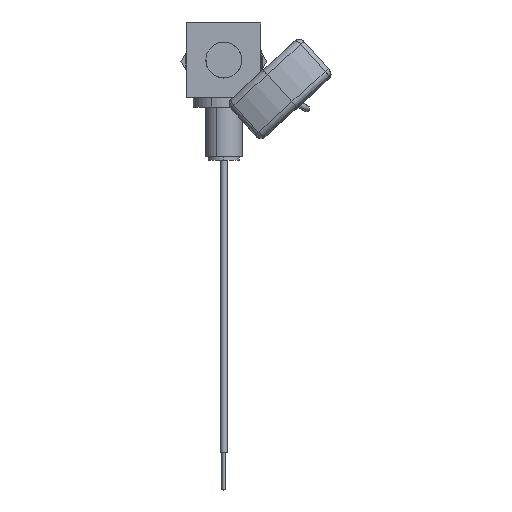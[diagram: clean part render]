
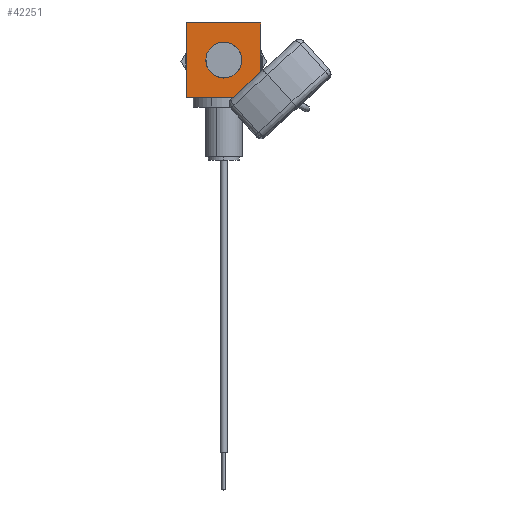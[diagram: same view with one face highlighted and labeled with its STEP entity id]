
A CAD part, top view. The second image highlights one B-rep face of the part: STEP entity #42251.
In plain terms, the highlighted planar face has unit normal (0, 0, 1).
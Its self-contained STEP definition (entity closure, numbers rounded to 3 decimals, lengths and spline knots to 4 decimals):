
#296 = VERTEX_POINT ( 'NONE', #33315 ) ;
#1090 = EDGE_LOOP ( 'NONE', ( #2176, #46891 ) ) ;
#1693 = VERTEX_POINT ( 'NONE', #12727 ) ;
#1991 = VERTEX_POINT ( 'NONE', #26546 ) ;
#2176 = ORIENTED_EDGE ( 'NONE', *, *, #18529, .F. ) ;
#3996 = CARTESIAN_POINT ( 'NONE',  ( -0.1818, 0., 0.75 ) ) ;
#4188 = VECTOR ( 'NONE', #21452, 39.3701 ) ;
#4872 = FACE_OUTER_BOUND ( 'NONE', #47401, .T. ) ;
#5191 = ORIENTED_EDGE ( 'NONE', *, *, #26396, .F. ) ;
#6980 = CARTESIAN_POINT ( 'NONE',  ( 0., 0., 0.75 ) ) ;
#9535 = DIRECTION ( 'NONE',  ( 0., -1., 0. ) ) ;
#10098 = DIRECTION ( 'NONE',  ( 0., 0., -1. ) ) ;
#10635 = VERTEX_POINT ( 'NONE', #3996 ) ;
#11106 = DIRECTION ( 'NONE',  ( -1., 0., 0. ) ) ;
#11203 = AXIS2_PLACEMENT_3D ( 'NONE', #24366, #52661, #28644 ) ;
#11515 = EDGE_CURVE ( 'NONE', #1991, #10635, #36349, .T. ) ;
#12727 = CARTESIAN_POINT ( 'NONE',  ( -0.375, -0.375, 0.75 ) ) ;
#13555 = EDGE_CURVE ( 'NONE', #49593, #1693, #28611, .T. ) ;
#14407 = FACE_BOUND ( 'NONE', #1090, .T. ) ;
#15456 = CIRCLE ( 'NONE', #32859, 0.1818 ) ;
#16001 = CARTESIAN_POINT ( 'NONE',  ( 0., -0.375, 0.75 ) ) ;
#16773 = VECTOR ( 'NONE', #9535, 39.3701 ) ;
#17225 = AXIS2_PLACEMENT_3D ( 'NONE', #46657, #10098, #38822 ) ;
#18529 = EDGE_CURVE ( 'NONE', #10635, #1991, #15456, .T. ) ;
#19169 = ORIENTED_EDGE ( 'NONE', *, *, #25564, .F. ) ;
#20195 = DIRECTION ( 'NONE',  ( -1., 0., 0. ) ) ;
#21452 = DIRECTION ( 'NONE',  ( 1., 0., 0. ) ) ;
#24366 = CARTESIAN_POINT ( 'NONE',  ( 0., 0., 0.75 ) ) ;
#24672 = EDGE_CURVE ( 'NONE', #50536, #296, #26040, .T. ) ;
#25564 = EDGE_CURVE ( 'NONE', #296, #49593, #38757, .T. ) ;
#26040 = LINE ( 'NONE', #45716, #4188 ) ;
#26396 = EDGE_CURVE ( 'NONE', #1693, #50536, #29846, .T. ) ;
#26546 = CARTESIAN_POINT ( 'NONE',  ( 0.1818, 0., 0.75 ) ) ;
#27318 = VECTOR ( 'NONE', #20195, 39.3701 ) ;
#28522 = VECTOR ( 'NONE', #29312, 39.3701 ) ;
#28611 = LINE ( 'NONE', #16001, #27318 ) ;
#28644 = DIRECTION ( 'NONE',  ( -1., 0., 0. ) ) ;
#29312 = DIRECTION ( 'NONE',  ( 0., 1., 0. ) ) ;
#29846 = LINE ( 'NONE', #41284, #28522 ) ;
#31817 = CARTESIAN_POINT ( 'NONE',  ( -0.375, 0.375, 0.75 ) ) ;
#32859 = AXIS2_PLACEMENT_3D ( 'NONE', #6980, #35781, #11106 ) ;
#33315 = CARTESIAN_POINT ( 'NONE',  ( 0.375, 0.375, 0.75 ) ) ;
#34785 = PLANE ( 'NONE',  #17225 ) ;
#35781 = DIRECTION ( 'NONE',  ( 0., 0., 1. ) ) ;
#36349 = CIRCLE ( 'NONE', #11203, 0.1818 ) ;
#38294 = CARTESIAN_POINT ( 'NONE',  ( 0.375, 0., 0.75 ) ) ;
#38757 = LINE ( 'NONE', #38294, #16773 ) ;
#38822 = DIRECTION ( 'NONE',  ( -1., 0., 0. ) ) ;
#41284 = CARTESIAN_POINT ( 'NONE',  ( -0.375, 0., 0.75 ) ) ;
#42251 = ADVANCED_FACE ( 'NONE', ( #4872, #14407 ), #34785, .F. ) ;
#42994 = ORIENTED_EDGE ( 'NONE', *, *, #24672, .F. ) ;
#44960 = ORIENTED_EDGE ( 'NONE', *, *, #13555, .F. ) ;
#45716 = CARTESIAN_POINT ( 'NONE',  ( 0., 0.375, 0.75 ) ) ;
#46657 = CARTESIAN_POINT ( 'NONE',  ( 0., 0., 0.75 ) ) ;
#46891 = ORIENTED_EDGE ( 'NONE', *, *, #11515, .F. ) ;
#47401 = EDGE_LOOP ( 'NONE', ( #42994, #5191, #44960, #19169 ) ) ;
#49593 = VERTEX_POINT ( 'NONE', #52384 ) ;
#50536 = VERTEX_POINT ( 'NONE', #31817 ) ;
#52384 = CARTESIAN_POINT ( 'NONE',  ( 0.375, -0.375, 0.75 ) ) ;
#52661 = DIRECTION ( 'NONE',  ( 0., 0., 1. ) ) ;
